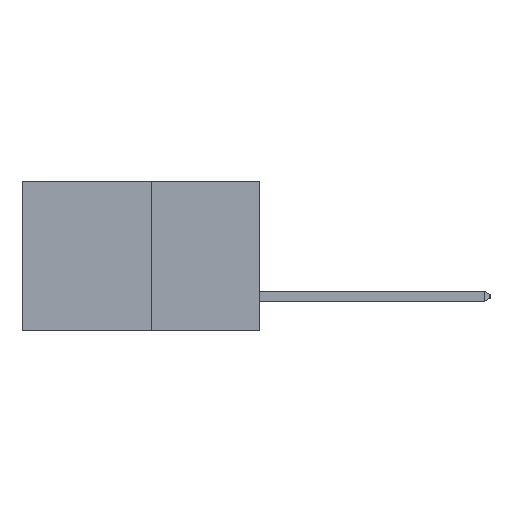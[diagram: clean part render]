
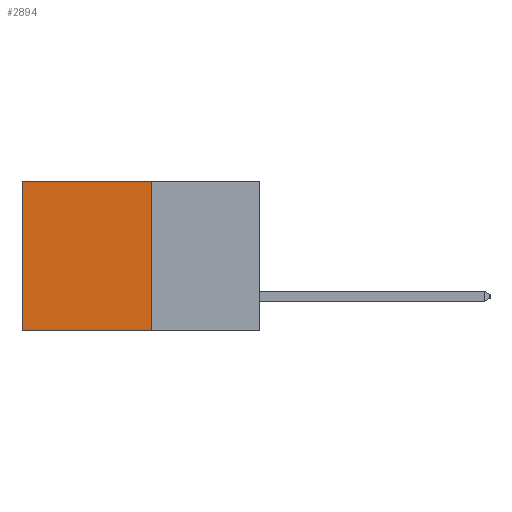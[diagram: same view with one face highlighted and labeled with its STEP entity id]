
A CAD part, left-side view. The second image highlights one B-rep face of the part: STEP entity #2894.
In plain terms, the highlighted planar face has unit normal (-1, 0, 0).
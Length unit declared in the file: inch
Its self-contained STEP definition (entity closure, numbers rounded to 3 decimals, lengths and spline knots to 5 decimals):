
#152 = CARTESIAN_POINT ( 'NONE',  ( 0.277, 0.27, 0. ) ) ;
#610 = DIRECTION ( 'NONE',  ( 0., 0., -1. ) ) ;
#758 = VECTOR ( 'NONE', #3996, 39.37008 ) ;
#1002 = CARTESIAN_POINT ( 'NONE',  ( 0.277, 0.59, -0.37 ) ) ;
#1446 = VECTOR ( 'NONE', #5827, 39.37008 ) ;
#1583 = LINE ( 'NONE', #1002, #9121 ) ;
#1601 = VERTEX_POINT ( 'NONE', #9909 ) ;
#1754 = LINE ( 'NONE', #4825, #1446 ) ;
#1817 = DIRECTION ( 'NONE',  ( 0., 1., 0. ) ) ;
#1991 = DIRECTION ( 'NONE',  ( 0., 0., -1. ) ) ;
#2065 = DIRECTION ( 'NONE',  ( 1., 0., 0. ) ) ;
#2325 = EDGE_CURVE ( 'NONE', #7325, #10458, #6099, .T. ) ;
#2729 = VERTEX_POINT ( 'NONE', #4311 ) ;
#2894 = ADVANCED_FACE ( 'NONE', ( #9385 ), #7129, .F. ) ;
#2901 = VECTOR ( 'NONE', #1817, 39.37008 ) ;
#3071 = EDGE_LOOP ( 'NONE', ( #5486, #10715, #11789, #9320 ) ) ;
#3996 = DIRECTION ( 'NONE',  ( 0., 1., 0. ) ) ;
#4311 = CARTESIAN_POINT ( 'NONE',  ( 0.277, 0.27, -0.37 ) ) ;
#4825 = CARTESIAN_POINT ( 'NONE',  ( 0.277, 0.27, -0.37 ) ) ;
#5486 = ORIENTED_EDGE ( 'NONE', *, *, #6869, .T. ) ;
#5594 = LINE ( 'NONE', #10539, #2901 ) ;
#5827 = DIRECTION ( 'NONE',  ( 0., 0., -1. ) ) ;
#6099 = LINE ( 'NONE', #152, #758 ) ;
#6225 = EDGE_CURVE ( 'NONE', #7325, #2729, #1754, .T. ) ;
#6869 = EDGE_CURVE ( 'NONE', #10458, #1601, #1583, .T. ) ;
#7129 = PLANE ( 'NONE',  #11380 ) ;
#7325 = VERTEX_POINT ( 'NONE', #10373 ) ;
#7886 = CARTESIAN_POINT ( 'NONE',  ( 0.277, 0.59, 0. ) ) ;
#8717 = CARTESIAN_POINT ( 'NONE',  ( 0.277, 0.27, -0.37 ) ) ;
#9121 = VECTOR ( 'NONE', #1991, 39.37008 ) ;
#9320 = ORIENTED_EDGE ( 'NONE', *, *, #2325, .T. ) ;
#9385 = FACE_OUTER_BOUND ( 'NONE', #3071, .T. ) ;
#9909 = CARTESIAN_POINT ( 'NONE',  ( 0.277, 0.59, -0.37 ) ) ;
#10373 = CARTESIAN_POINT ( 'NONE',  ( 0.277, 0.27, 0. ) ) ;
#10458 = VERTEX_POINT ( 'NONE', #7886 ) ;
#10539 = CARTESIAN_POINT ( 'NONE',  ( 0.277, 0.27, -0.37 ) ) ;
#10715 = ORIENTED_EDGE ( 'NONE', *, *, #11769, .F. ) ;
#11380 = AXIS2_PLACEMENT_3D ( 'NONE', #8717, #2065, #610 ) ;
#11769 = EDGE_CURVE ( 'NONE', #2729, #1601, #5594, .T. ) ;
#11789 = ORIENTED_EDGE ( 'NONE', *, *, #6225, .F. ) ;
